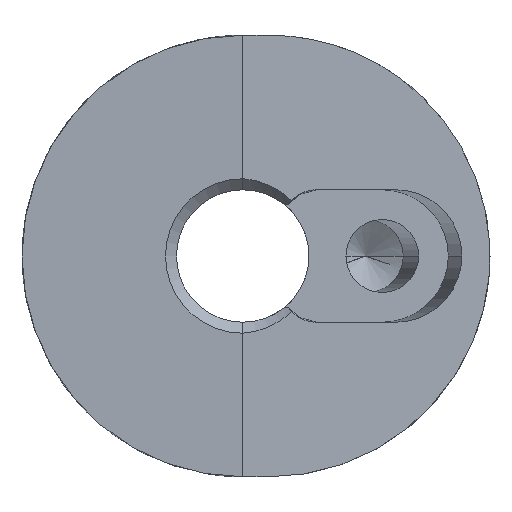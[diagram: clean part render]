
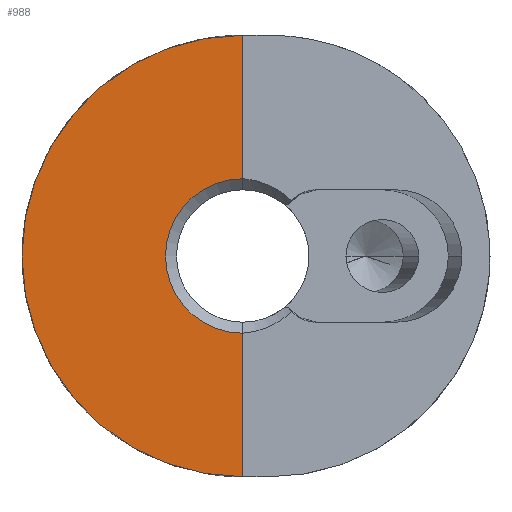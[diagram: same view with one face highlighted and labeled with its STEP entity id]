
A CAD part, left-side view. The second image highlights one B-rep face of the part: STEP entity #988.
In plain terms, the highlighted planar face has unit normal (-1, 0, 0).
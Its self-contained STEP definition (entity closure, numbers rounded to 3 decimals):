
#8 = FACE_OUTER_BOUND ( 'NONE', #1157, .T. ) ;
#40 = AXIS2_PLACEMENT_3D ( 'NONE', #207, #611, #1546 ) ;
#70 = VECTOR ( 'NONE', #1204, 1000. ) ;
#162 = LINE ( 'NONE', #449, #927 ) ;
#176 = DIRECTION ( 'NONE',  ( 0., 0., 1. ) ) ;
#179 = ORIENTED_EDGE ( 'NONE', *, *, #217, .T. ) ;
#207 = CARTESIAN_POINT ( 'NONE',  ( 0., 0., 0. ) ) ;
#217 = EDGE_CURVE ( 'NONE', #662, #809, #1440, .T. ) ;
#244 = ORIENTED_EDGE ( 'NONE', *, *, #885, .T. ) ;
#294 = DIRECTION ( 'NONE',  ( -1., 0., 0. ) ) ;
#300 = CIRCLE ( 'NONE', #1067, 3.5 ) ;
#305 = CARTESIAN_POINT ( 'NONE',  ( 0., 0., 10. ) ) ;
#310 = EDGE_CURVE ( 'NONE', #662, #1074, #300, .T. ) ;
#432 = DIRECTION ( 'NONE',  ( 0., 0., 1. ) ) ;
#449 = CARTESIAN_POINT ( 'NONE',  ( 0., 0., 0. ) ) ;
#470 = PLANE ( 'NONE',  #40 ) ;
#474 = AXIS2_PLACEMENT_3D ( 'NONE', #1095, #294, #1229 ) ;
#498 = CIRCLE ( 'NONE', #474, 10. ) ;
#608 = CARTESIAN_POINT ( 'NONE',  ( 0., 0., -10. ) ) ;
#611 = DIRECTION ( 'NONE',  ( 1., 0., 0. ) ) ;
#662 = VERTEX_POINT ( 'NONE', #1079 ) ;
#713 = CARTESIAN_POINT ( 'NONE',  ( 0., 0., 0. ) ) ;
#809 = VERTEX_POINT ( 'NONE', #305 ) ;
#885 = EDGE_CURVE ( 'NONE', #1402, #1074, #162, .T. ) ;
#927 = VECTOR ( 'NONE', #176, 1000. ) ;
#988 = ADVANCED_FACE ( 'NONE', ( #8 ), #470, .F. ) ;
#1067 = AXIS2_PLACEMENT_3D ( 'NONE', #713, #1665, #432 ) ;
#1074 = VERTEX_POINT ( 'NONE', #1597 ) ;
#1079 = CARTESIAN_POINT ( 'NONE',  ( 0., 0., 3.5 ) ) ;
#1095 = CARTESIAN_POINT ( 'NONE',  ( 0., 0., 0. ) ) ;
#1115 = ORIENTED_EDGE ( 'NONE', *, *, #1168, .T. ) ;
#1157 = EDGE_LOOP ( 'NONE', ( #1115, #244, #1228, #179 ) ) ;
#1168 = EDGE_CURVE ( 'NONE', #809, #1402, #498, .T. ) ;
#1204 = DIRECTION ( 'NONE',  ( 0., 0., 1. ) ) ;
#1228 = ORIENTED_EDGE ( 'NONE', *, *, #310, .F. ) ;
#1229 = DIRECTION ( 'NONE',  ( 0., 0., 1. ) ) ;
#1402 = VERTEX_POINT ( 'NONE', #608 ) ;
#1440 = LINE ( 'NONE', #1713, #70 ) ;
#1546 = DIRECTION ( 'NONE',  ( 0., 0., -1. ) ) ;
#1597 = CARTESIAN_POINT ( 'NONE',  ( 0., 0., -3.5 ) ) ;
#1665 = DIRECTION ( 'NONE',  ( -1., 0., 0. ) ) ;
#1713 = CARTESIAN_POINT ( 'NONE',  ( 0., 0., 0. ) ) ;
